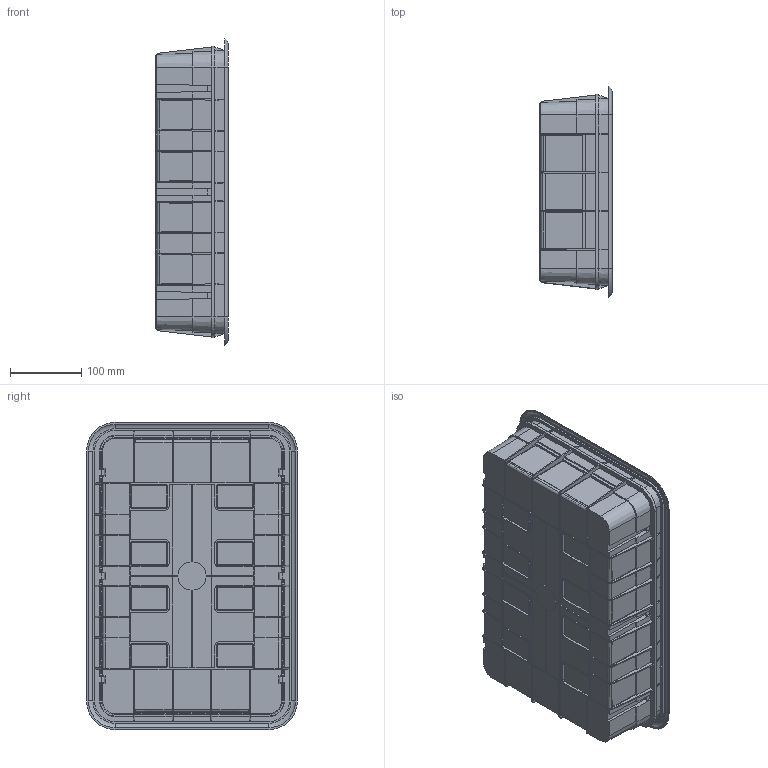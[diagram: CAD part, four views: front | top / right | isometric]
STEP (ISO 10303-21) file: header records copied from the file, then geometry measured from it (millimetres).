
FILE_DESCRIPTION((''),'2;1');
FILE_NAME('GWJ8101_ASM','2021-03-17T10:04:49',('User'),('Axiro Italia'),'CREO PARAMETRIC BY PTC INC, 2020354','CREO PARAMETRIC BY PTC INC, 2020354','');
FILE_SCHEMA(('CONFIG_CONTROL_DESIGN'));
Length unit declared in the file: millimetre
Products named in the file (3): 5150000025_1_6; 5150000026_1_3; GWJ8101_ASM
Assembly tree (2 placements, depth 2):
  GWJ8101_ASM
    5150000025_1_6
    5150000026_1_3
Bounding box: 101.2 x 295 x 430 mm (x, y, z)
Volume: 839600.2 mm3; surface area: 761236.7 mm2
Topology: 2 solids, 2 shells, 1434 faces, 4644 edges, 3090 vertices
Faces by surface type: plane 1146, cylinder 160, cone 116, torus 8, extrusion 4
Entity records: 51704 total; most frequent: CARTESIAN_POINT 10469, ORIENTED_EDGE 9288, DIRECTION 7706, EDGE_CURVE 4644, VECTOR 4020, LINE 4016, VERTEX_POINT 3090, AXIS2_PLACEMENT_3D 1843
